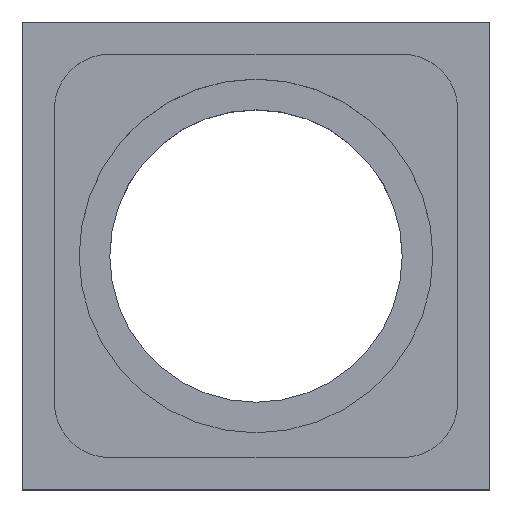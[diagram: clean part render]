
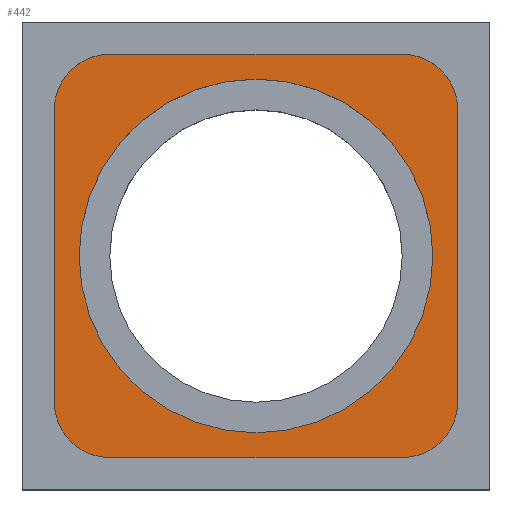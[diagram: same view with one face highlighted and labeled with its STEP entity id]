
A CAD part, top view. The second image highlights one B-rep face of the part: STEP entity #442.
In plain terms, the highlighted planar face has unit normal (0, 0, 1).
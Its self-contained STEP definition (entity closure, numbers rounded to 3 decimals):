
#228 = VERTEX_POINT('',#229);
#229 = CARTESIAN_POINT('',(-5.,6.9,14.5));
#235 = EDGE_CURVE('',#228,#236,#238,.T.);
#236 = VERTEX_POINT('',#237);
#237 = CARTESIAN_POINT('',(-6.9,5.,14.5));
#238 = CIRCLE('',#239,1.9);
#239 = AXIS2_PLACEMENT_3D('',#240,#241,#242);
#240 = CARTESIAN_POINT('',(-5.,5.,14.5));
#241 = DIRECTION('',(0.,0.,1.));
#242 = DIRECTION('',(1.,0.,0.));
#260 = EDGE_CURVE('',#228,#261,#263,.T.);
#261 = VERTEX_POINT('',#262);
#262 = CARTESIAN_POINT('',(5.,6.9,14.5));
#263 = LINE('',#264,#265);
#264 = CARTESIAN_POINT('',(-5.,6.9,14.5));
#265 = VECTOR('',#266,1.);
#266 = DIRECTION('',(1.,0.,0.));
#284 = VERTEX_POINT('',#285);
#285 = CARTESIAN_POINT('',(-6.9,-5.,14.5));
#291 = EDGE_CURVE('',#284,#236,#292,.T.);
#292 = LINE('',#293,#294);
#293 = CARTESIAN_POINT('',(-6.9,-5.,14.5));
#294 = VECTOR('',#295,1.);
#295 = DIRECTION('',(0.,1.,0.));
#308 = VERTEX_POINT('',#309);
#309 = CARTESIAN_POINT('',(6.9,5.,14.5));
#315 = EDGE_CURVE('',#308,#261,#316,.T.);
#316 = CIRCLE('',#317,1.9);
#317 = AXIS2_PLACEMENT_3D('',#318,#319,#320);
#318 = CARTESIAN_POINT('',(5.,5.,14.5));
#319 = DIRECTION('',(0.,0.,1.));
#320 = DIRECTION('',(1.,0.,0.));
#333 = EDGE_CURVE('',#284,#334,#336,.T.);
#334 = VERTEX_POINT('',#335);
#335 = CARTESIAN_POINT('',(-5.,-6.9,14.5));
#336 = CIRCLE('',#337,1.9);
#337 = AXIS2_PLACEMENT_3D('',#338,#339,#340);
#338 = CARTESIAN_POINT('',(-5.,-5.,14.5));
#339 = DIRECTION('',(0.,0.,1.));
#340 = DIRECTION('',(1.,0.,0.));
#358 = EDGE_CURVE('',#308,#359,#361,.T.);
#359 = VERTEX_POINT('',#360);
#360 = CARTESIAN_POINT('',(6.9,-5.,14.5));
#361 = LINE('',#362,#363);
#362 = CARTESIAN_POINT('',(6.9,5.,14.5));
#363 = VECTOR('',#364,1.);
#364 = DIRECTION('',(0.,-1.,0.));
#382 = VERTEX_POINT('',#383);
#383 = CARTESIAN_POINT('',(5.,-6.9,14.5));
#389 = EDGE_CURVE('',#382,#334,#390,.T.);
#390 = LINE('',#391,#392);
#391 = CARTESIAN_POINT('',(5.,-6.9,14.5));
#392 = VECTOR('',#393,1.);
#393 = DIRECTION('',(-1.,0.,0.));
#406 = EDGE_CURVE('',#382,#359,#407,.T.);
#407 = CIRCLE('',#408,1.9);
#408 = AXIS2_PLACEMENT_3D('',#409,#410,#411);
#409 = CARTESIAN_POINT('',(5.,-5.,14.5));
#410 = DIRECTION('',(0.,0.,1.));
#411 = DIRECTION('',(1.,0.,0.));
#442 = ADVANCED_FACE('',(#443,#453),#464,.T.);
#443 = FACE_BOUND('',#444,.T.);
#444 = EDGE_LOOP('',(#445,#446,#447,#448,#449,#450,#451,#452));
#445 = ORIENTED_EDGE('',*,*,#235,.T.);
#446 = ORIENTED_EDGE('',*,*,#291,.F.);
#447 = ORIENTED_EDGE('',*,*,#333,.T.);
#448 = ORIENTED_EDGE('',*,*,#389,.F.);
#449 = ORIENTED_EDGE('',*,*,#406,.T.);
#450 = ORIENTED_EDGE('',*,*,#358,.F.);
#451 = ORIENTED_EDGE('',*,*,#315,.T.);
#452 = ORIENTED_EDGE('',*,*,#260,.F.);
#453 = FACE_BOUND('',#454,.T.);
#454 = EDGE_LOOP('',(#455));
#455 = ORIENTED_EDGE('',*,*,#456,.F.);
#456 = EDGE_CURVE('',#457,#457,#459,.T.);
#457 = VERTEX_POINT('',#458);
#458 = CARTESIAN_POINT('',(6.05,0.,14.5));
#459 = CIRCLE('',#460,6.05);
#460 = AXIS2_PLACEMENT_3D('',#461,#462,#463);
#461 = CARTESIAN_POINT('',(0.,0.,14.5));
#462 = DIRECTION('',(0.,0.,1.));
#463 = DIRECTION('',(1.,0.,0.));
#464 = PLANE('',#465);
#465 = AXIS2_PLACEMENT_3D('',#466,#467,#468);
#466 = CARTESIAN_POINT('',(0.,0.,14.5));
#467 = DIRECTION('',(0.,0.,1.));
#468 = DIRECTION('',(0.,1.,0.));
